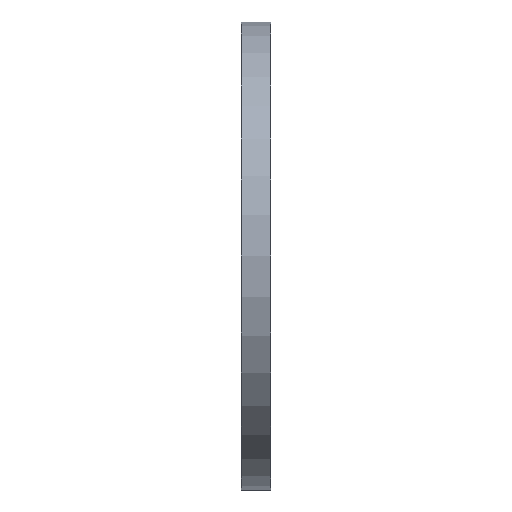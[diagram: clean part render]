
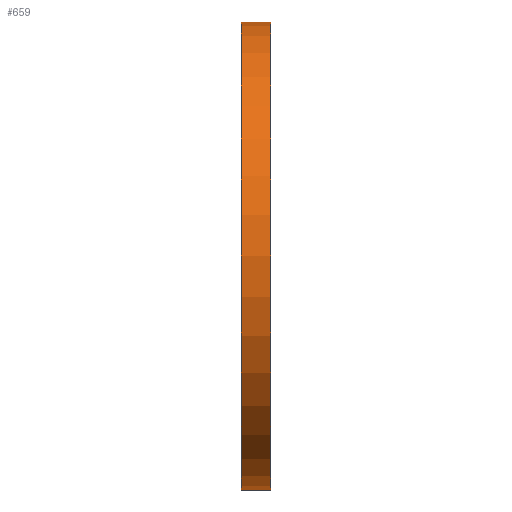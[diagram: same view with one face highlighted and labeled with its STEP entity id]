
A CAD part, left-side view. The second image highlights one B-rep face of the part: STEP entity #659.
In plain terms, the highlighted cylindrical face has radius 160 mm (diameter 320 mm), a partial arc.
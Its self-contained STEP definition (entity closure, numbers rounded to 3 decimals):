
#11 = DIRECTION ( 'NONE',  ( 0., 0., 1. ) ) ;
#27 = EDGE_CURVE ( 'NONE', #696, #522, #122, .T. ) ;
#39 = VERTEX_POINT ( 'NONE', #131 ) ;
#51 = CYLINDRICAL_SURFACE ( 'NONE', #237, 160. ) ;
#122 = CIRCLE ( 'NONE', #548, 160. ) ;
#124 = CARTESIAN_POINT ( 'NONE',  ( 0., 0., -160. ) ) ;
#129 = DIRECTION ( 'NONE',  ( 0., 0., -1. ) ) ;
#131 = CARTESIAN_POINT ( 'NONE',  ( 0., 0., 160. ) ) ;
#140 = CIRCLE ( 'NONE', #370, 160. ) ;
#147 = ORIENTED_EDGE ( 'NONE', *, *, #491, .F. ) ;
#159 = DIRECTION ( 'NONE',  ( 0., 0., 1. ) ) ;
#217 = LINE ( 'NONE', #451, #602 ) ;
#226 = CARTESIAN_POINT ( 'NONE',  ( 0., 20., -160. ) ) ;
#233 = EDGE_LOOP ( 'NONE', ( #147, #721, #380, #499 ) ) ;
#237 = AXIS2_PLACEMENT_3D ( 'NONE', #521, #701, #129 ) ;
#281 = DIRECTION ( 'NONE',  ( 0., -1., 0. ) ) ;
#297 = DIRECTION ( 'NONE',  ( 0., 1., 0. ) ) ;
#311 = EDGE_CURVE ( 'NONE', #570, #39, #140, .T. ) ;
#312 = CARTESIAN_POINT ( 'NONE',  ( 0., 20., -160. ) ) ;
#346 = FACE_OUTER_BOUND ( 'NONE', #233, .T. ) ;
#370 = AXIS2_PLACEMENT_3D ( 'NONE', #620, #433, #159 ) ;
#380 = ORIENTED_EDGE ( 'NONE', *, *, #471, .T. ) ;
#406 = CARTESIAN_POINT ( 'NONE',  ( 0., 20., 160. ) ) ;
#433 = DIRECTION ( 'NONE',  ( 0., 1., 0. ) ) ;
#451 = CARTESIAN_POINT ( 'NONE',  ( 0., 20., 160. ) ) ;
#471 = EDGE_CURVE ( 'NONE', #696, #570, #754, .T. ) ;
#491 = EDGE_CURVE ( 'NONE', #522, #39, #217, .T. ) ;
#499 = ORIENTED_EDGE ( 'NONE', *, *, #311, .T. ) ;
#521 = CARTESIAN_POINT ( 'NONE',  ( 0., 20., 0. ) ) ;
#522 = VERTEX_POINT ( 'NONE', #406 ) ;
#548 = AXIS2_PLACEMENT_3D ( 'NONE', #724, #297, #11 ) ;
#570 = VERTEX_POINT ( 'NONE', #124 ) ;
#602 = VECTOR ( 'NONE', #689, 1000. ) ;
#620 = CARTESIAN_POINT ( 'NONE',  ( 0., 0., 0. ) ) ;
#659 = ADVANCED_FACE ( 'NONE', ( #346 ), #51, .T. ) ;
#689 = DIRECTION ( 'NONE',  ( 0., -1., 0. ) ) ;
#696 = VERTEX_POINT ( 'NONE', #312 ) ;
#701 = DIRECTION ( 'NONE',  ( 0., -1., 0. ) ) ;
#721 = ORIENTED_EDGE ( 'NONE', *, *, #27, .F. ) ;
#724 = CARTESIAN_POINT ( 'NONE',  ( 0., 20., 0. ) ) ;
#754 = LINE ( 'NONE', #226, #761 ) ;
#761 = VECTOR ( 'NONE', #281, 1000. ) ;
